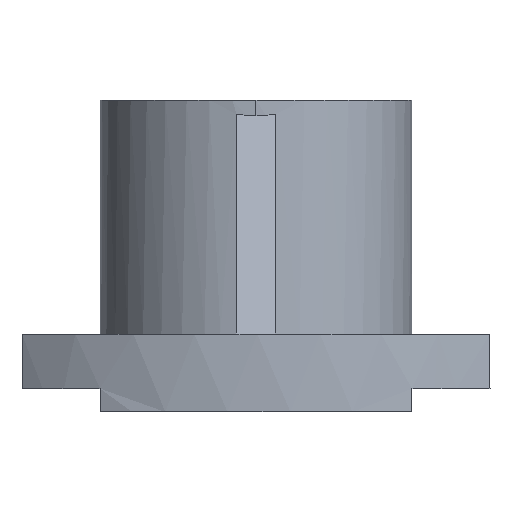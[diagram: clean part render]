
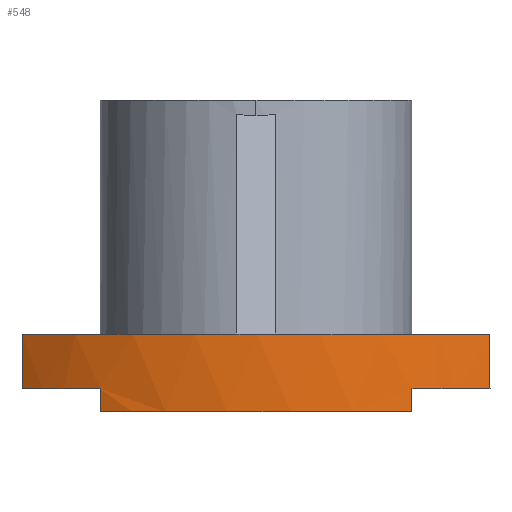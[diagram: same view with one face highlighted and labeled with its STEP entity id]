
A CAD part, left-side view. The second image highlights one B-rep face of the part: STEP entity #548.
In plain terms, the highlighted cylindrical face has radius 50 mm (diameter 100 mm), a partial arc.
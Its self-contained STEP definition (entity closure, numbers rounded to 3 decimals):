
#75=CARTESIAN_POINT('',(-40.,30.,10.));
#76=CARTESIAN_POINT('',(-47.722,19.704,10.));
#77=CARTESIAN_POINT('',(-52.138,6.924,10.));
#78=CARTESIAN_POINT('',(-52.138,-6.924,10.));
#79=CARTESIAN_POINT('',(-47.722,-19.704,10.));
#80=CARTESIAN_POINT('',(-40.,-30.,10.));
#81=B_SPLINE_CURVE_WITH_KNOTS('169857',5,(#75,#76,#77,#78,#79,#80),.UNSPECIFIED.
,.U.,.F.,(6,6),(203.444,267.795),.UNSPECIFIED.);
#82=CARTESIAN_POINT('',(-40.,30.,10.));
#83=VERTEX_POINT('65825',#82);
#84=CARTESIAN_POINT('',(-40.,-30.,10.));
#85=VERTEX_POINT('65881',#84);
#86=EDGE_CURVE('84350',#83,#85,#81,.T.);
#418=CARTESIAN_POINT('',(-45.826,-20.,0.));
#419=CARTESIAN_POINT('',(-49.118,-12.457,0.));
#420=CARTESIAN_POINT('',(-50.858,-4.236,0.));
#421=CARTESIAN_POINT('',(-50.858,4.236,0.));
#422=CARTESIAN_POINT('',(-49.118,12.457,0.));
#423=CARTESIAN_POINT('',(-45.826,20.,0.));
#424=B_SPLINE_CURVE_WITH_KNOTS('169888',5,(#418,#419,#420,#421,#422,#423),
.UNSPECIFIED.,.U.,.F.,(6,6),(215.044,256.195),.UNSPECIFIED.);
#425=CARTESIAN_POINT('',(-45.826,-20.,0.));
#426=VERTEX_POINT('65728',#425);
#427=CARTESIAN_POINT('',(-45.826,20.,0.));
#428=VERTEX_POINT('65746',#427);
#429=EDGE_CURVE('84349',#426,#428,#424,.T.);
#493=CARTESIAN_POINT('',(0.,0.,0.));
#494=DIRECTION('',(0.,0.,1.));
#495=DIRECTION('',(1.,0.,0.));
#496=AXIS2_PLACEMENT_3D('',#493,#494,#495);
#497=CYLINDRICAL_SURFACE('64281',#496,50.);
#498=CARTESIAN_POINT('',(-45.826,20.,3.));
#499=CARTESIAN_POINT('',(-44.279,23.544,3.));
#500=CARTESIAN_POINT('',(-42.32,26.907,3.));
#501=CARTESIAN_POINT('',(-40.,30.,3.));
#502=B_SPLINE_CURVE_WITH_KNOTS('169895',3,(#498,#499,#500,#501),.UNSPECIFIED.,
.U.,.F.,(4,4),(-5.257,6.343),.UNSPECIFIED.);
#503=CARTESIAN_POINT('',(-45.826,20.,3.));
#504=VERTEX_POINT('65773',#503);
#505=CARTESIAN_POINT('',(-40.,30.,3.));
#506=VERTEX_POINT('65823',#505);
#507=EDGE_CURVE('65793',#504,#506,#502,.T.);
#508=ORIENTED_EDGE('',*,*,#507,.F.);
#509=CARTESIAN_POINT('',(-45.826,20.,1.5));
#510=DIRECTION('',(0.,0.,1.));
#511=VECTOR('',#510,1.);
#512=LINE('169897',#509,#511);
#513=EDGE_CURVE('65764',#428,#504,#512,.T.);
#514=ORIENTED_EDGE('',*,*,#513,.F.);
#515=ORIENTED_EDGE('',*,*,#429,.F.);
#516=CARTESIAN_POINT('',(-45.826,-20.,1.5));
#517=DIRECTION('',(0.,0.,-1.));
#518=VECTOR('',#517,1.);
#519=LINE('169899',#516,#518);
#520=CARTESIAN_POINT('',(-45.826,-20.,3.));
#521=VERTEX_POINT('65699',#520);
#522=EDGE_CURVE('65719',#521,#426,#519,.T.);
#523=ORIENTED_EDGE('',*,*,#522,.F.);
#524=CARTESIAN_POINT('',(-40.,-30.,3.));
#525=CARTESIAN_POINT('',(-42.32,-26.907,3.));
#526=CARTESIAN_POINT('',(-44.279,-23.544,3.));
#527=CARTESIAN_POINT('',(-45.826,-20.,3.));
#528=B_SPLINE_CURVE_WITH_KNOTS('169901',3,(#524,#525,#526,#527),.UNSPECIFIED.,
.U.,.F.,(4,4),(-6.343,5.257),.UNSPECIFIED.);
#529=CARTESIAN_POINT('',(-40.,-30.,3.));
#530=VERTEX_POINT('65879',#529);
#531=EDGE_CURVE('65701',#530,#521,#528,.T.);
#532=ORIENTED_EDGE('',*,*,#531,.F.);
#533=CARTESIAN_POINT('',(-40.,-30.,6.5));
#534=DIRECTION('',(0.,0.,1.));
#535=VECTOR('',#534,1.);
#536=LINE('169903',#533,#535);
#537=EDGE_CURVE('66008',#530,#85,#536,.T.);
#538=ORIENTED_EDGE('',*,*,#537,.T.);
#539=ORIENTED_EDGE('',*,*,#86,.F.);
#540=CARTESIAN_POINT('',(-40.,30.,6.5));
#541=DIRECTION('',(0.,0.,1.));
#542=VECTOR('',#541,1.);
#543=LINE('169905',#540,#542);
#544=EDGE_CURVE('66335',#506,#83,#543,.T.);
#545=ORIENTED_EDGE('',*,*,#544,.F.);
#546=EDGE_LOOP('',(#508,#514,#515,#523,#532,#538,#539,#545));
#547=FACE_OUTER_BOUND('',#546,.T.);
#548=ADVANCED_FACE('84010',(#547),#497,.T.);
